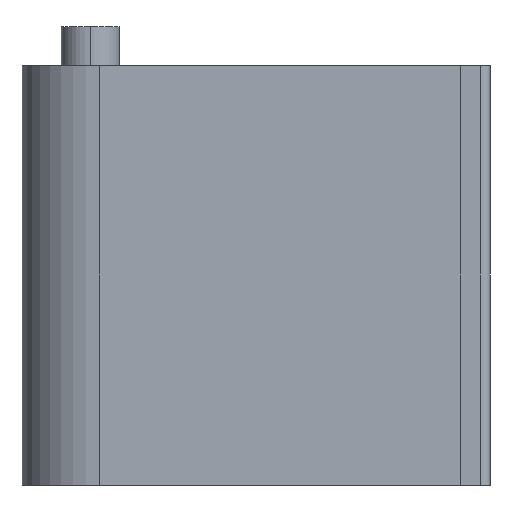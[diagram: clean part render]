
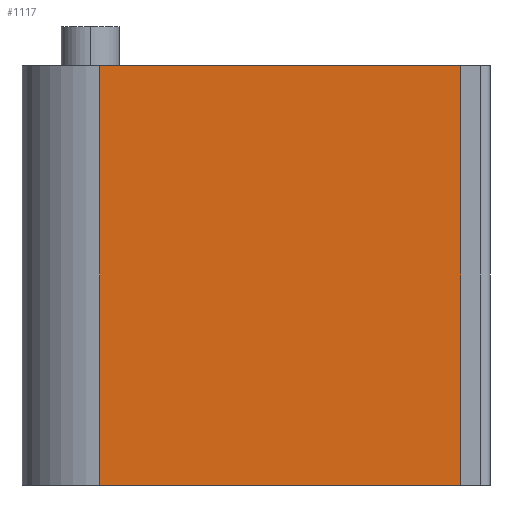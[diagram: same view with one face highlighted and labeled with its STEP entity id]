
A CAD part, left-side view. The second image highlights one B-rep face of the part: STEP entity #1117.
In plain terms, the highlighted planar face has unit normal (-1, 0.002, 0).
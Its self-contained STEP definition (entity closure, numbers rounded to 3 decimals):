
#2 = AXIS2_PLACEMENT_3D ( 'NONE', #423, #176, #774 ) ;
#26 = EDGE_CURVE ( 'NONE', #499, #274, #333, .T. ) ;
#37 = CARTESIAN_POINT ( 'NONE',  ( -7.002, -0.971, 43. ) ) ;
#97 = DIRECTION ( 'NONE',  ( 0., 0., -1. ) ) ;
#176 = DIRECTION ( 'NONE',  ( 1., -0.002, 0. ) ) ;
#186 = ORIENTED_EDGE ( 'NONE', *, *, #264, .T. ) ;
#216 = EDGE_CURVE ( 'NONE', #274, #844, #697, .T. ) ;
#217 = LINE ( 'NONE', #37, #688 ) ;
#222 = ORIENTED_EDGE ( 'NONE', *, *, #26, .F. ) ;
#264 = EDGE_CURVE ( 'NONE', #556, #844, #567, .T. ) ;
#274 = VERTEX_POINT ( 'NONE', #646 ) ;
#323 = FACE_OUTER_BOUND ( 'NONE', #569, .T. ) ;
#333 = LINE ( 'NONE', #761, #485 ) ;
#423 = CARTESIAN_POINT ( 'NONE',  ( -7., 0.014, 43. ) ) ;
#437 = VECTOR ( 'NONE', #97, 1000. ) ;
#458 = CARTESIAN_POINT ( 'NONE',  ( -7., 0.014, 0. ) ) ;
#485 = VECTOR ( 'NONE', #1113, 1000. ) ;
#499 = VERTEX_POINT ( 'NONE', #696 ) ;
#556 = VERTEX_POINT ( 'NONE', #770 ) ;
#567 = LINE ( 'NONE', #458, #631 ) ;
#569 = EDGE_LOOP ( 'NONE', ( #186, #1106, #222, #576 ) ) ;
#576 = ORIENTED_EDGE ( 'NONE', *, *, #765, .T. ) ;
#631 = VECTOR ( 'NONE', #807, 1000. ) ;
#646 = CARTESIAN_POINT ( 'NONE',  ( -7.074, -37.984, 43. ) ) ;
#650 = CARTESIAN_POINT ( 'NONE',  ( -7.074, -37.984, 0. ) ) ;
#656 = DIRECTION ( 'NONE',  ( 0., 0., -1. ) ) ;
#688 = VECTOR ( 'NONE', #656, 1000. ) ;
#696 = CARTESIAN_POINT ( 'NONE',  ( -7.002, -0.971, 43. ) ) ;
#697 = LINE ( 'NONE', #1123, #437 ) ;
#761 = CARTESIAN_POINT ( 'NONE',  ( -7., 0.014, 43. ) ) ;
#765 = EDGE_CURVE ( 'NONE', #499, #556, #217, .T. ) ;
#770 = CARTESIAN_POINT ( 'NONE',  ( -7.002, -0.971, 0. ) ) ;
#774 = DIRECTION ( 'NONE',  ( 0.002, 1., 0. ) ) ;
#807 = DIRECTION ( 'NONE',  ( -0.002, -1., 0. ) ) ;
#844 = VERTEX_POINT ( 'NONE', #650 ) ;
#967 = PLANE ( 'NONE',  #2 ) ;
#1106 = ORIENTED_EDGE ( 'NONE', *, *, #216, .F. ) ;
#1113 = DIRECTION ( 'NONE',  ( -0.002, -1., 0. ) ) ;
#1117 = ADVANCED_FACE ( 'NONE', ( #323 ), #967, .F. ) ;
#1123 = CARTESIAN_POINT ( 'NONE',  ( -7.074, -37.984, 43. ) ) ;
